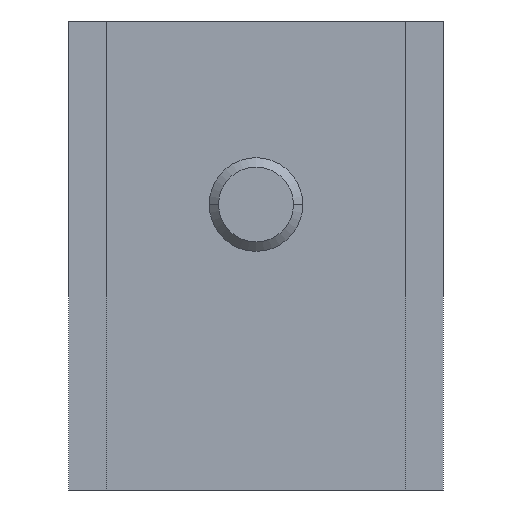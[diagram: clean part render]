
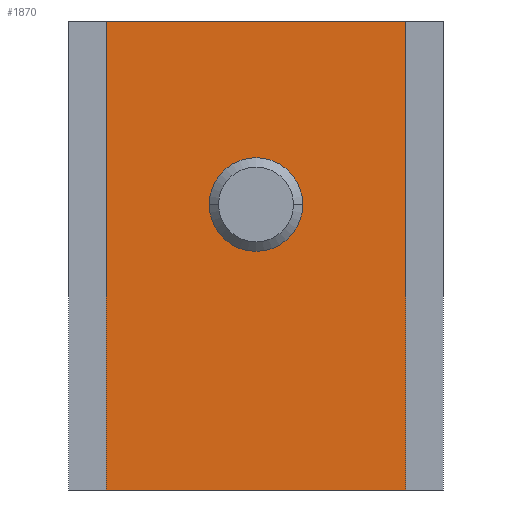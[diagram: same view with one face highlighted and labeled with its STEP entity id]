
A CAD part, front view. The second image highlights one B-rep face of the part: STEP entity #1870.
In plain terms, the highlighted planar face has unit normal (0, -1, 0).
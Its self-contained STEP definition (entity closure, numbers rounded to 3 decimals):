
#635=DIRECTION('',(1.,0.,0.));
#636=VECTOR('',#635,32.);
#637=CARTESIAN_POINT('',(75.314,178.458,50.));
#638=LINE('',#637,#636);
#639=DIRECTION('',(-1.,0.,0.));
#640=VECTOR('',#639,32.);
#641=CARTESIAN_POINT('',(107.314,178.458,0.));
#642=LINE('',#641,#640);
#643=DIRECTION('',(0.,0.,1.));
#644=VECTOR('',#643,50.);
#645=CARTESIAN_POINT('',(75.314,178.458,0.));
#646=LINE('',#645,#644);
#647=CARTESIAN_POINT('',(91.314,178.458,30.5));
#648=DIRECTION('',(0.,1.,0.));
#649=DIRECTION('',(-1.,0.,0.));
#650=AXIS2_PLACEMENT_3D('',#647,#648,#649);
#652=CARTESIAN_POINT('',(91.314,178.458,30.5));
#653=DIRECTION('',(0.,1.,0.));
#654=DIRECTION('',(1.,0.,0.));
#655=AXIS2_PLACEMENT_3D('',#652,#653,#654);
#661=DIRECTION('',(0.,0.,1.));
#662=VECTOR('',#661,50.);
#663=CARTESIAN_POINT('',(107.314,178.458,0.));
#664=LINE('',#663,#662);
#1535=CARTESIAN_POINT('',(96.314,178.458,30.5));
#1536=CARTESIAN_POINT('',(86.314,178.458,30.5));
#1537=VERTEX_POINT('',#1535);
#1538=VERTEX_POINT('',#1536);
#1625=CARTESIAN_POINT('',(75.314,178.458,0.));
#1626=CARTESIAN_POINT('',(75.314,178.458,50.));
#1627=VERTEX_POINT('',#1625);
#1628=VERTEX_POINT('',#1626);
#1629=CARTESIAN_POINT('',(107.314,178.458,0.));
#1630=CARTESIAN_POINT('',(107.314,178.458,50.));
#1631=VERTEX_POINT('',#1629);
#1632=VERTEX_POINT('',#1630);
#1852=CARTESIAN_POINT('',(104.314,178.458,0.));
#1853=DIRECTION('',(0.,-1.,0.));
#1854=DIRECTION('',(-1.,0.,0.));
#1855=AXIS2_PLACEMENT_3D('',#1852,#1853,#1854);
#1856=PLANE('',#1855);
#1857=ORIENTED_EDGE('',*,*,#1706,.T.);
#1859=ORIENTED_EDGE('',*,*,#1858,.F.);
#1860=ORIENTED_EDGE('',*,*,#1656,.T.);
#1861=ORIENTED_EDGE('',*,*,#1831,.T.);
#1862=EDGE_LOOP('',(#1857,#1859,#1860,#1861));
#1863=FACE_OUTER_BOUND('',#1862,.F.);
#1865=ORIENTED_EDGE('',*,*,#1864,.F.);
#1867=ORIENTED_EDGE('',*,*,#1866,.F.);
#1868=EDGE_LOOP('',(#1865,#1867));
#1869=FACE_BOUND('',#1868,.F.);
#1870=ADVANCED_FACE('',(#1863,#1869),#1856,.T.);
#651=CIRCLE('',#650,5.);
#656=CIRCLE('',#655,5.);
#1656=EDGE_CURVE('',#1631,#1627,#642,.T.);
#1706=EDGE_CURVE('',#1628,#1632,#638,.T.);
#1831=EDGE_CURVE('',#1627,#1628,#646,.T.);
#1858=EDGE_CURVE('',#1631,#1632,#664,.T.);
#1864=EDGE_CURVE('',#1538,#1537,#651,.T.);
#1866=EDGE_CURVE('',#1537,#1538,#656,.T.);
